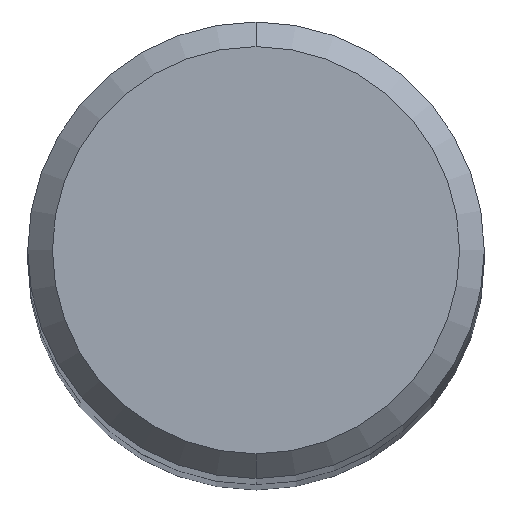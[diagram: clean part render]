
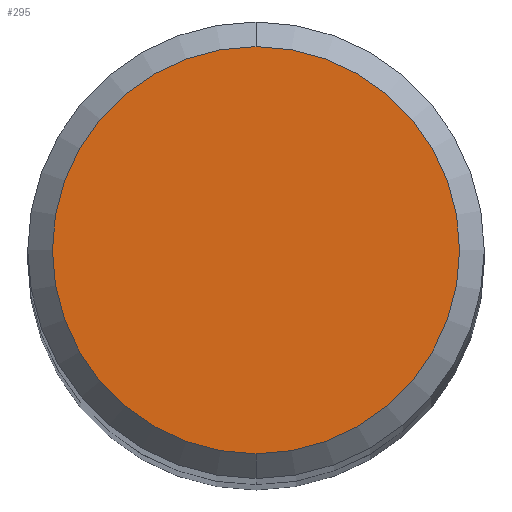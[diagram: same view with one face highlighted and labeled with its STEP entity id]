
A CAD part, top view. The second image highlights one B-rep face of the part: STEP entity #295.
In plain terms, the highlighted planar face has unit normal (0, 0, 1).
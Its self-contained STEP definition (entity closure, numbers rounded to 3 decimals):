
#227=EDGE_CURVE('',#351,#413,#508,.T.);
#295=ADVANCED_FACE('',(#583),#584,.T.);
#351=VERTEX_POINT('',#642);
#383=EDGE_CURVE('',#413,#351,#680,.T.);
#413=VERTEX_POINT('',#714);
#508=CIRCLE('',#918,3.3);
#583=FACE_OUTER_BOUND('',#1073,.T.);
#584=PLANE('',#1074);
#642=CARTESIAN_POINT('',(0.,-3.3,0.0));
#680=CIRCLE('',#1265,3.3);
#714=CARTESIAN_POINT('',(0.0,3.3,0.0));
#918=AXIS2_PLACEMENT_3D('',#1408,#1409,#1410);
#1073=EDGE_LOOP('',(#1492,#1493));
#1074=AXIS2_PLACEMENT_3D('',#1494,#1495,#1496);
#1265=AXIS2_PLACEMENT_3D('',#1594,#1595,#1596);
#1408=CARTESIAN_POINT('',(0.0,0.0,0.0));
#1409=DIRECTION('',(0.0,0.0,-1.0));
#1410=DIRECTION('',(0.0,1.0,0.0));
#1492=ORIENTED_EDGE('',*,*,#383,.F.);
#1493=ORIENTED_EDGE('',*,*,#227,.F.);
#1494=CARTESIAN_POINT('',(0.0,1.65,0.0));
#1495=DIRECTION('',(-0.0,0.0,1.0));
#1496=DIRECTION('',(0.0,-1.0,0.0));
#1594=CARTESIAN_POINT('',(0.0,0.0,0.0));
#1595=DIRECTION('',(0.0,0.0,-1.0));
#1596=DIRECTION('',(0.0,1.0,0.0));
